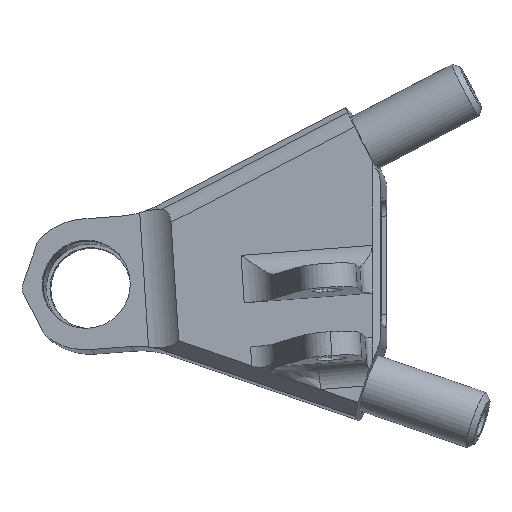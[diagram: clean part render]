
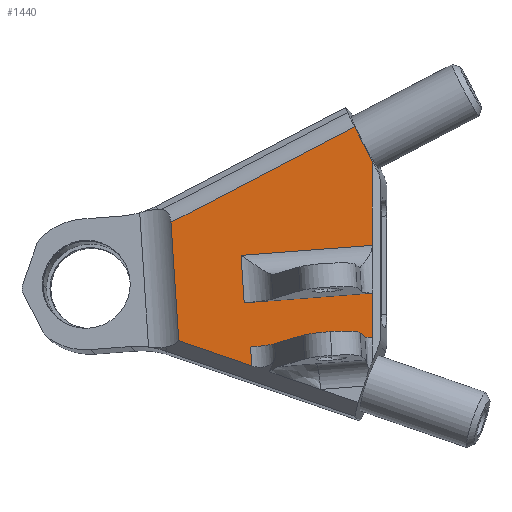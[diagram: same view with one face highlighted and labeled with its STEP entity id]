
A CAD part, front view. The second image highlights one B-rep face of the part: STEP entity #1440.
In plain terms, the highlighted planar face has unit normal (-0.105, -0.99, 0.095).
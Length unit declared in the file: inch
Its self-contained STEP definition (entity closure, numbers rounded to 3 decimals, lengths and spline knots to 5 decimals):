
#8 = DIRECTION ( 'NONE',  ( -0.065, 0.102, 0.993 ) ) ;
#15 = VERTEX_POINT ( 'NONE', #3129 ) ;
#71 = VERTEX_POINT ( 'NONE', #2358 ) ;
#102 = CARTESIAN_POINT ( 'NONE',  ( -18.93018, 12.46001, 29.83203 ) ) ;
#177 = EDGE_CURVE ( 'NONE', #1428, #400, #1961, .T. ) ;
#323 = ORIENTED_EDGE ( 'NONE', *, *, #177, .F. ) ;
#339 = VERTEX_POINT ( 'NONE', #3300 ) ;
#343 = CARTESIAN_POINT ( 'NONE',  ( -18.93019, 12.37596, 28.95555 ) ) ;
#400 = VERTEX_POINT ( 'NONE', #1056 ) ;
#459 = CARTESIAN_POINT ( 'NONE',  ( -19.99134, 12.40127, 28.04223 ) ) ;
#575 = EDGE_CURVE ( 'NONE', #933, #339, #1956, .T. ) ;
#613 = VECTOR ( 'NONE', #1545, 39.37008 ) ;
#625 = ORIENTED_EDGE ( 'NONE', *, *, #3368, .T. ) ;
#645 = CARTESIAN_POINT ( 'NONE',  ( -20.68839, 12.62099, 29.56012 ) ) ;
#710 = PLANE ( 'NONE',  #2736 ) ;
#730 = DIRECTION ( 'NONE',  ( -0.105, -0.99, 0.095 ) ) ;
#740 = DIRECTION ( 'NONE',  ( 0.937, -0.131, -0.323 ) ) ;
#797 = VERTEX_POINT ( 'NONE', #2868 ) ;
#819 = CARTESIAN_POINT ( 'NONE',  ( -20.61489, 12.50635, 28.44616 ) ) ;
#824 = LINE ( 'NONE', #1356, #2773 ) ;
#835 = ORIENTED_EDGE ( 'NONE', *, *, #3265, .T. ) ;
#864 = DIRECTION ( 'NONE',  ( 0., -0.095, -0.995 ) ) ;
#933 = VERTEX_POINT ( 'NONE', #343 ) ;
#960 = EDGE_CURVE ( 'NONE', #1428, #797, #824, .T. ) ;
#1056 = CARTESIAN_POINT ( 'NONE',  ( -18.9302, 12.27054, 27.85618 ) ) ;
#1152 = LINE ( 'NONE', #2493, #3174 ) ;
#1226 = FACE_OUTER_BOUND ( 'NONE', #2757, .T. ) ;
#1278 = CARTESIAN_POINT ( 'NONE',  ( -21.33525, 12.53444, 27.93986 ) ) ;
#1320 = VERTEX_POINT ( 'NONE', #819 ) ;
#1344 = VERTEX_POINT ( 'NONE', #2062 ) ;
#1356 = CARTESIAN_POINT ( 'NONE',  ( -20.01557, 12.39721, 27.97303 ) ) ;
#1387 = EDGE_CURVE ( 'NONE', #400, #15, #3336, .T. ) ;
#1403 = ORIENTED_EDGE ( 'NONE', *, *, #1387, .F. ) ;
#1425 = CARTESIAN_POINT ( 'NONE',  ( -18.86804, 12.35772, 28.8343 ) ) ;
#1428 = VERTEX_POINT ( 'NONE', #3317 ) ;
#1440 = ADVANCED_FACE ( 'NONE', ( #1226 ), #710, .T. ) ;
#1524 = CARTESIAN_POINT ( 'NONE',  ( -19.93895, 12.31954, 27.24809 ) ) ;
#1527 = CARTESIAN_POINT ( 'NONE',  ( -21.38822, 12.54998, 28.04319 ) ) ;
#1543 = VECTOR ( 'NONE', #3149, 39.37008 ) ;
#1545 = DIRECTION ( 'NONE',  ( -0.065, 0.102, 0.993 ) ) ;
#1551 = EDGE_CURVE ( 'NONE', #933, #71, #2468, .T. ) ;
#1564 = ORIENTED_EDGE ( 'NONE', *, *, #2393, .T. ) ;
#1662 = EDGE_CURVE ( 'NONE', #71, #1320, #3351, .T. ) ;
#1697 = DIRECTION ( 'NONE',  ( 0.065, -0.102, -0.993 ) ) ;
#1838 = CARTESIAN_POINT ( 'NONE',  ( -20.54972, 12.40468, 27.45831 ) ) ;
#1869 = ORIENTED_EDGE ( 'NONE', *, *, #1662, .T. ) ;
#1914 = CARTESIAN_POINT ( 'NONE',  ( -19.00521, 12.27797, 27.85047 ) ) ;
#1956 = LINE ( 'NONE', #102, #1985 ) ;
#1961 = LINE ( 'NONE', #1914, #3296 ) ;
#1985 = VECTOR ( 'NONE', #864, 39.37008 ) ;
#2054 = ORIENTED_EDGE ( 'NONE', *, *, #960, .T. ) ;
#2062 = CARTESIAN_POINT ( 'NONE',  ( -19.94927, 12.33564, 27.40446 ) ) ;
#2083 = LINE ( 'NONE', #645, #2858 ) ;
#2092 = VECTOR ( 'NONE', #2583, 39.37008 ) ;
#2134 = VECTOR ( 'NONE', #2224, 39.37008 ) ;
#2149 = DIRECTION ( 'NONE',  ( 0.992, -0.098, 0.076 ) ) ;
#2193 = VECTOR ( 'NONE', #2588, 39.37008 ) ;
#2224 = DIRECTION ( 'NONE',  ( -0.452, 0.133, 0.882 ) ) ;
#2226 = ORIENTED_EDGE ( 'NONE', *, *, #575, .F. ) ;
#2277 = CARTESIAN_POINT ( 'NONE',  ( -18.93018, 12.46001, 29.83203 ) ) ;
#2329 = VERTEX_POINT ( 'NONE', #1838 ) ;
#2358 = CARTESIAN_POINT ( 'NONE',  ( -19.07925, 12.4197, 29.24634 ) ) ;
#2393 = EDGE_CURVE ( 'NONE', #797, #339, #1152, .T. ) ;
#2468 = LINE ( 'NONE', #1425, #2134 ) ;
#2493 = CARTESIAN_POINT ( 'NONE',  ( -21.34393, 12.54797, 28.07136 ) ) ;
#2581 = LINE ( 'NONE', #459, #613 ) ;
#2583 = DIRECTION ( 'NONE',  ( -0.886, 0.05, -0.462 ) ) ;
#2588 = DIRECTION ( 'NONE',  ( 0., -0.095, -0.995 ) ) ;
#2669 = LINE ( 'NONE', #2940, #1543 ) ;
#2736 = AXIS2_PLACEMENT_3D ( 'NONE', #1278, #730, #2790 ) ;
#2743 = ORIENTED_EDGE ( 'NONE', *, *, #1551, .T. ) ;
#2757 = EDGE_LOOP ( 'NONE', ( #2743, #1869, #3061, #835, #3256, #625, #1403, #323, #2054, #1564, #2226 ) ) ;
#2773 = VECTOR ( 'NONE', #8, 39.37008 ) ;
#2790 = DIRECTION ( 'NONE',  ( 0.994, -0.106, 0. ) ) ;
#2802 = VECTOR ( 'NONE', #740, 39.37008 ) ;
#2816 = LINE ( 'NONE', #3032, #2802 ) ;
#2858 = VECTOR ( 'NONE', #1697, 39.37008 ) ;
#2868 = CARTESIAN_POINT ( 'NONE',  ( -20.02866, 12.41764, 28.17155 ) ) ;
#2940 = CARTESIAN_POINT ( 'NONE',  ( -18.98065, 12.23966, 27.47824 ) ) ;
#2963 = DIRECTION ( 'NONE',  ( 0.992, -0.098, 0.076 ) ) ;
#3019 = EDGE_CURVE ( 'NONE', #1320, #2329, #2083, .T. ) ;
#3032 = CARTESIAN_POINT ( 'NONE',  ( -21.40161, 12.52343, 27.75151 ) ) ;
#3061 = ORIENTED_EDGE ( 'NONE', *, *, #3019, .T. ) ;
#3129 = CARTESIAN_POINT ( 'NONE',  ( -18.9302, 12.23466, 27.48208 ) ) ;
#3149 = DIRECTION ( 'NONE',  ( 0.992, -0.098, 0.076 ) ) ;
#3174 = VECTOR ( 'NONE', #2149, 39.37008 ) ;
#3256 = ORIENTED_EDGE ( 'NONE', *, *, #3262, .T. ) ;
#3257 = VERTEX_POINT ( 'NONE', #1524 ) ;
#3262 = EDGE_CURVE ( 'NONE', #3257, #1344, #2581, .T. ) ;
#3265 = EDGE_CURVE ( 'NONE', #2329, #3257, #2816, .T. ) ;
#3296 = VECTOR ( 'NONE', #2963, 39.37008 ) ;
#3300 = CARTESIAN_POINT ( 'NONE',  ( -18.9302, 12.3088, 28.25522 ) ) ;
#3317 = CARTESIAN_POINT ( 'NONE',  ( -20.00247, 12.37678, 27.7745 ) ) ;
#3336 = LINE ( 'NONE', #2277, #2193 ) ;
#3351 = LINE ( 'NONE', #1527, #2092 ) ;
#3368 = EDGE_CURVE ( 'NONE', #1344, #15, #2669, .T. ) ;
